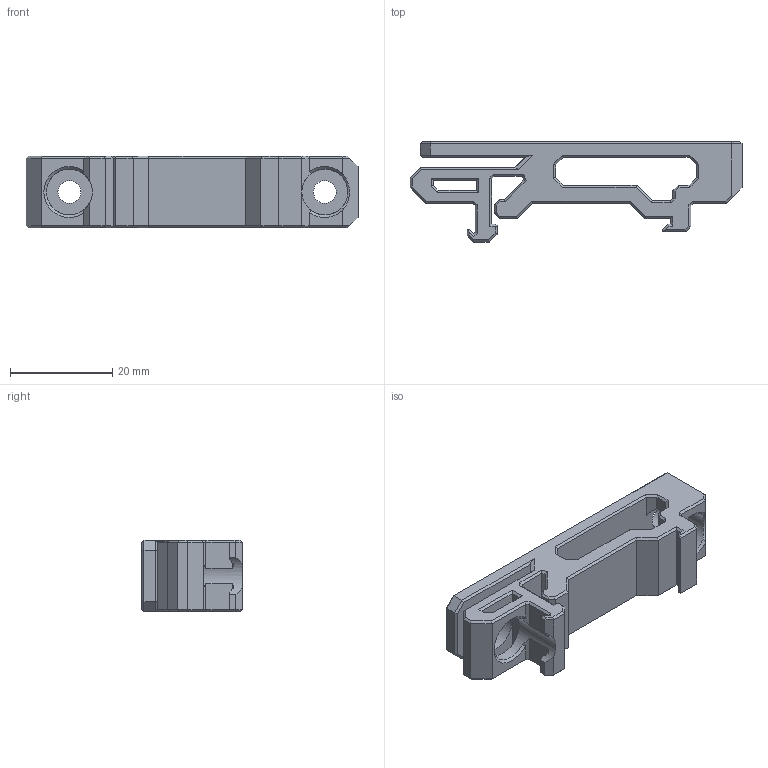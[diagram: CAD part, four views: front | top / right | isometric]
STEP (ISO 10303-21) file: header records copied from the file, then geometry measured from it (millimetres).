
FILE_DESCRIPTION(/* description */ (''),/* implementation_level */ '2;1');
FILE_NAME(/* name */ 'MW_LRS_200.step',/* time_stamp */ '2023-03-02T21:23:00-08:00',/* author */ (''),/* organization */ (''),/* preprocessor_version */ 'ST-DEVELOPER v19.2',/* originating_system */ 'Autodesk Translation Framework v11.17.0.187',/* authorisation */ '');
FILE_SCHEMA (('AUTOMOTIVE_DESIGN { 1 0 10303 214 3 1 1 }'));
Length unit declared in the file: millimetre
Products named in the file (1): MW_LRS_200
Bounding box: 65 x 19.6 x 14 mm (x, y, z)
Volume: 7430.2 mm3; surface area: 5661.9 mm2
Topology: 1 solids, 1 shells, 233 faces, 569 edges, 335 vertices
Faces by surface type: plane 225, cylinder 4, cone 3, bspline 1
Full cylindrical faces by diameter (mm): 4.5 x2, 9 x2
Entity records: 6668 total; most frequent: CARTESIAN_POINT 1210, ORIENTED_EDGE 1138, DIRECTION 1064, EDGE_CURVE 569, LINE 518, VECTOR 518, VERTEX_POINT 335, AXIS2_PLACEMENT_3D 273
